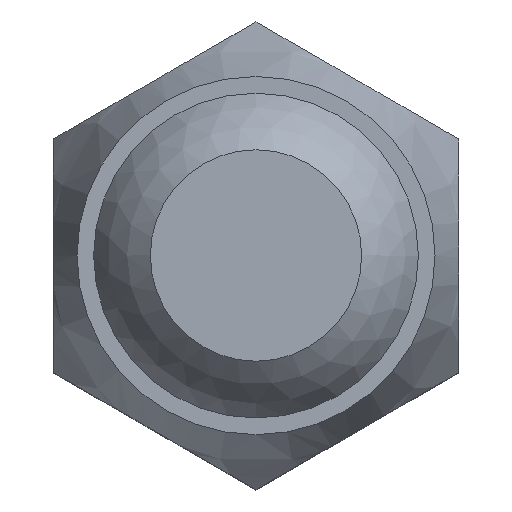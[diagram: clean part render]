
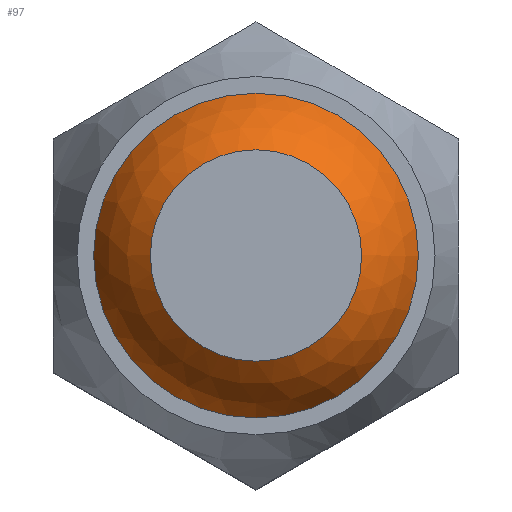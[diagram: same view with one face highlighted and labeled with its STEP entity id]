
A CAD part, top view. The second image highlights one B-rep face of the part: STEP entity #97.
In plain terms, the highlighted spherical face has radius 9.525 mm.
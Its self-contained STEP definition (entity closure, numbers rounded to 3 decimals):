
#97 = ADVANCED_FACE( '', ( #151, #152 ), #153, .T. );
#151 = FACE_OUTER_BOUND( '', #206, .T. );
#152 = FACE_OUTER_BOUND( '', #207, .T. );
#153 = SPHERICAL_SURFACE( '', #208, 9.525 );
#206 = EDGE_LOOP( '', ( #351 ) );
#207 = EDGE_LOOP( '', ( #352 ) );
#208 = AXIS2_PLACEMENT_3D( '', #353, #354, #355 );
#351 = ORIENTED_EDGE( '', *, *, #388, .T. );
#352 = ORIENTED_EDGE( '', *, *, #373, .F. );
#353 = CARTESIAN_POINT( '', ( 0., 0., 14.4 ) );
#354 = DIRECTION( '', ( 0., 0., 1. ) );
#355 = DIRECTION( '', ( 0., 1., 0. ) );
#373 = EDGE_CURVE( '', #426, #426, #427, .T. );
#388 = EDGE_CURVE( '', #451, #451, #452, .T. );
#426 = VERTEX_POINT( '', #569 );
#427 = CIRCLE( '', #570, 5.742 );
#451 = VERTEX_POINT( '', #732 );
#452 = CIRCLE( '', #733, 8.818 );
#569 = CARTESIAN_POINT( '', ( 5.742, 0., 22. ) );
#570 = AXIS2_PLACEMENT_3D( '', #794, #795, #796 );
#732 = CARTESIAN_POINT( '', ( 8.818, 0., 18. ) );
#733 = AXIS2_PLACEMENT_3D( '', #811, #812, #813 );
#794 = CARTESIAN_POINT( '', ( 0., 0., 22. ) );
#795 = DIRECTION( '', ( 0., 0., 1. ) );
#796 = DIRECTION( '', ( 1., 0., 0. ) );
#811 = CARTESIAN_POINT( '', ( 0., 0., 18. ) );
#812 = DIRECTION( '', ( 0., 0., 1. ) );
#813 = DIRECTION( '', ( 1., 0., 0. ) );
